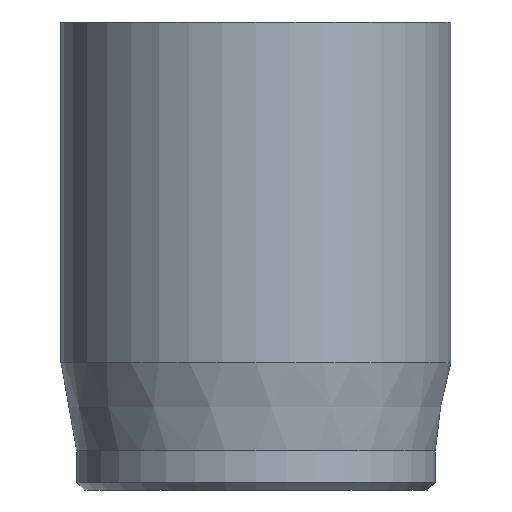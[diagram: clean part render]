
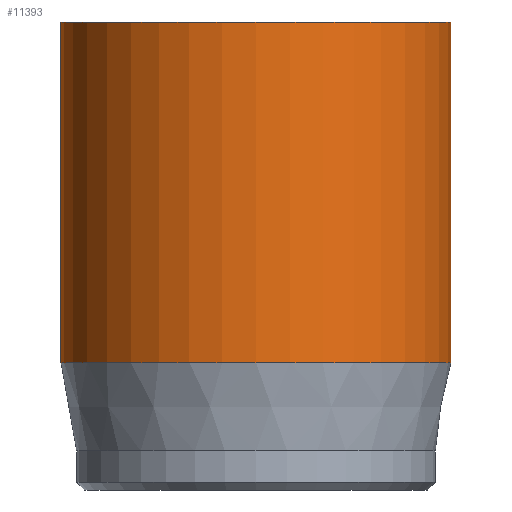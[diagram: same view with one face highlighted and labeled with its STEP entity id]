
A CAD part, front view. The second image highlights one B-rep face of the part: STEP entity #11393.
In plain terms, the highlighted cylindrical face has radius 5 mm (diameter 10 mm), a full revolution.
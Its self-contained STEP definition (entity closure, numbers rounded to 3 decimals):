
#38=CYLINDRICAL_SURFACE('',#11938,5.);
#55=CIRCLE('',#11911,5.);
#67=CIRCLE('',#11936,5.);
#68=CIRCLE('',#11937,5.);
#653=FACE_OUTER_BOUND('',#1314,.T.);
#1314=EDGE_LOOP('',(#8781,#8782,#8783,#8784,#8785));
#2101=LINE('',#17628,#3023);
#3023=VECTOR('',#12744,5.);
#4834=VERTEX_POINT('',#17579);
#4846=VERTEX_POINT('',#17622);
#4847=VERTEX_POINT('',#17623);
#6247=EDGE_CURVE('',#4834,#4834,#55,.T.);
#6265=EDGE_CURVE('',#4846,#4847,#67,.T.);
#6266=EDGE_CURVE('',#4847,#4846,#68,.T.);
#6268=EDGE_CURVE('',#4834,#4846,#2101,.T.);
#8781=ORIENTED_EDGE('',*,*,#6247,.T.);
#8782=ORIENTED_EDGE('',*,*,#6268,.T.);
#8783=ORIENTED_EDGE('',*,*,#6265,.T.);
#8784=ORIENTED_EDGE('',*,*,#6266,.T.);
#8785=ORIENTED_EDGE('',*,*,#6268,.F.);
#11393=ADVANCED_FACE('',(#653),#38,.T.);
#11911=AXIS2_PLACEMENT_3D('',#17580,#12681,#12682);
#11936=AXIS2_PLACEMENT_3D('',#17624,#12737,#12738);
#11937=AXIS2_PLACEMENT_3D('',#17625,#12739,#12740);
#11938=AXIS2_PLACEMENT_3D('',#17627,#12742,#12743);
#12681=DIRECTION('center_axis',(0.,0.,-1.));
#12682=DIRECTION('ref_axis',(-1.,0.,0.));
#12737=DIRECTION('center_axis',(0.,0.,1.));
#12738=DIRECTION('ref_axis',(-1.,0.,0.));
#12739=DIRECTION('center_axis',(0.,0.,1.));
#12740=DIRECTION('ref_axis',(-1.,0.,0.));
#12742=DIRECTION('center_axis',(0.,0.,1.));
#12743=DIRECTION('ref_axis',(-1.,0.,0.));
#12744=DIRECTION('',(0.,0.,-1.));
#17579=CARTESIAN_POINT('',(5.,0.,12.));
#17580=CARTESIAN_POINT('Origin',(0.,0.,12.));
#17622=CARTESIAN_POINT('',(5.,0.,3.269));
#17623=CARTESIAN_POINT('',(-5.,0.,3.269));
#17624=CARTESIAN_POINT('Origin',(0.,0.,3.269));
#17625=CARTESIAN_POINT('Origin',(0.,0.,3.269));
#17627=CARTESIAN_POINT('Origin',(0.,0.,0.));
#17628=CARTESIAN_POINT('',(5.,0.,0.));
